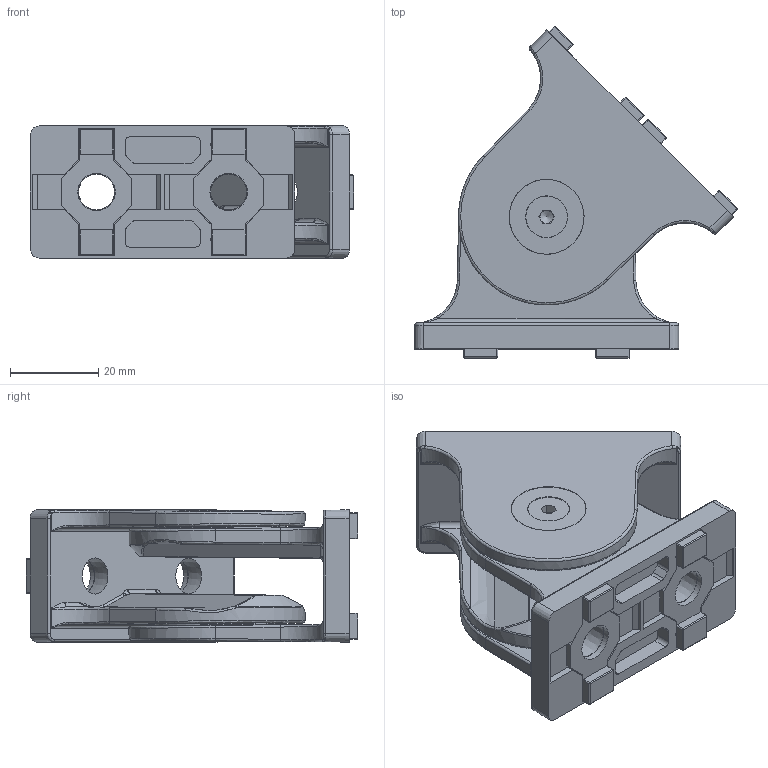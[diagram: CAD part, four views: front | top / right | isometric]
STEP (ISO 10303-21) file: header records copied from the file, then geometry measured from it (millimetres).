
FILE_DESCRIPTION(/* description */ ('KriTec Gelenk 6 Raster 30, 60x30'),/* implementation_level */ '2;1');
FILE_NAME(/* name */ '13853_KriTec_Gelenk_6_Raster_30_60x30.stp',/* time_stamp */ '2020-03-30T15:46:22+02:00',/* author */ ('Nell'),/* organization */ (''),/* preprocessor_version */ 'ST-DEVELOPER v17',/* originating_system */ 'Autodesk Inventor 2018',/* authorisation */ '');
FILE_SCHEMA (('AUTOMOTIVE_DESIGN { 1 0 10303 214 3 1 1 }'));
Length unit declared in the file: millimetre
Products named in the file (6): 13853; 91038_1; 91038_3; 91038_2; 91038_4; 91038_5
Assembly tree (12 placements, depth 2):
  13853
    91038_1  x2
    91038_3  x2
    91038_2  x2
    91038_4  x4
    91038_5  x2
Bounding box: 73.33 x 75.33 x 30 mm (x, y, z)
Volume: 46575.1 mm3; surface area: 29986.1 mm2
Topology: 12 solids, 12 shells, 962 faces, 2466 edges, 1486 vertices
Faces by surface type: plane 338, cylinder 312, bspline 168, sphere 72, torus 40, cone 32
Full cylindrical faces by diameter (mm): 1.5 x8, 4.2 x2, 5 x2, 7.3 x2, 8.5 x4, 9.43 x2, 9.5 x2, 13 x2, 17 x4, 21.7 x2, 22 x2, 27.9 x2, 28 x2
Entity records: 16823 total; most frequent: CARTESIAN_POINT 6552, ORIENTED_EDGE 2138, DIRECTION 2126, EDGE_CURVE 1069, AXIS2_PLACEMENT_3D 824, VERTEX_POINT 663, LINE 478, VECTOR 478
